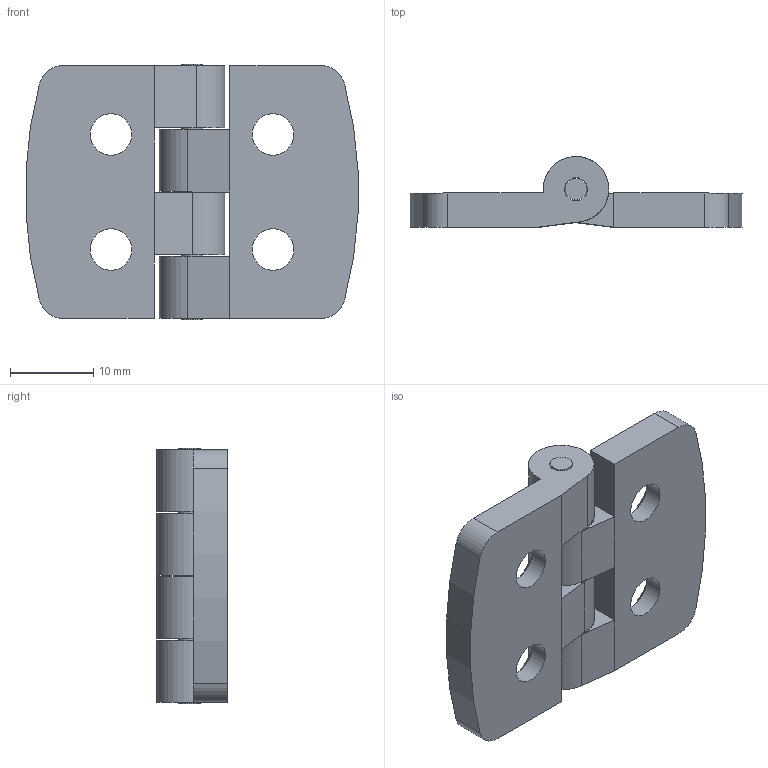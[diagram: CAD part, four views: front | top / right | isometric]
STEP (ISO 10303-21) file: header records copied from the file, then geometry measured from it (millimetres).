
FILE_DESCRIPTION(/* description */ (''),/* implementation_level */ '2;1');
FILE_NAME(/* name */ 'Engsel 30mm Plastik.stp',/* time_stamp */ '2025-10-17T14:54:19+07:00',/* author */ ('Hp'),/* organization */ (''),/* preprocessor_version */ 'ST-DEVELOPER v20',/* originating_system */ 'Autodesk Inventor 2024',/* authorisation */ '');
FILE_SCHEMA (('AUTOMOTIVE_DESIGN { 1 0 10303 214 3 1 1 }'));
Length unit declared in the file: millimetre
Products named in the file (1): Engsel 30mm Plastik
Bounding box: 39.96 x 8.5 x 30.7 mm (x, y, z)
Volume: 4781.5 mm3; surface area: 4276.6 mm2
Topology: 5 solids, 5 shells, 62 faces, 134 edges, 86 vertices
Faces by surface type: plane 33, cylinder 25, cone 4
Full cylindrical faces by diameter (mm): 2.6 x1, 2.8 x4, 5 x4, 5.9 x4, 7.9 x2
Entity records: 1781 total; most frequent: DIRECTION 314, CARTESIAN_POINT 283, ORIENTED_EDGE 268, EDGE_CURVE 134, AXIS2_PLACEMENT_3D 117, VERTEX_POINT 86, EDGE_LOOP 82, LINE 80
